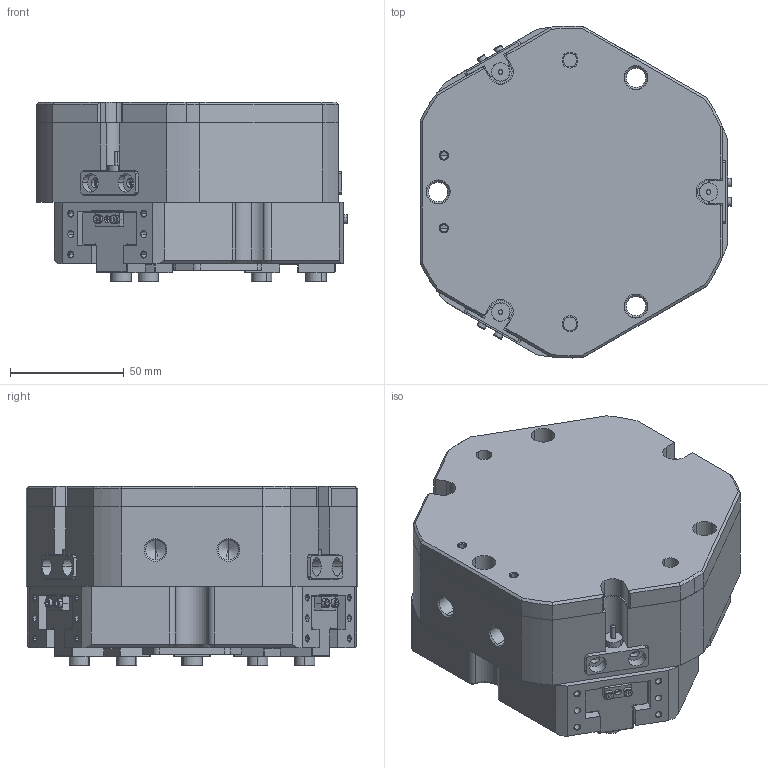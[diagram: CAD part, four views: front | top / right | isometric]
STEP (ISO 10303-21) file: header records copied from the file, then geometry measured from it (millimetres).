
FILE_DESCRIPTION (( 'STEP AP203' ), '1' );
FILE_NAME ('TZ95-146-S.STEP', '2024-12-03T11:14:24', ( 'USER-' ), ( 'Microsoft' ), 'SwSTEP 2.0', 'SolidWorks 2018', '' );
FILE_SCHEMA (( 'CONFIG_CONTROL_DESIGN' ));
Length unit declared in the file: millimetre
Products named in the file (21): TZ95-146杅耀.sldasm-Part-2; TZ95-146杅耀.sldasm-Part-11; TZ95-146杅耀.sldasm-Part-15; TZ95-146杅耀.sldasm-Part-16; TZ95-146杅耀.sldasm-Part-3; TZ95-146杅耀.sldasm-Part-12; TZ95-146杅耀.sldasm-Part-25; TZ95-146杅耀.sldasm-Part-1; TZ95-146杅耀.sldasm-Part-20; TZ95-146杅耀.sldasm-Part-10; 埴翐芛_GB_FASTENER_SCREWS_HSHCS M2X8-N; TZ95-146杅耀.sldasm-Part-9; TZ95-146杅耀.sldasm-Part-19; 揤輸杅耀.sldasm-Part-9; 25x12-R3; TZ95-146-S; 揤輸蚾饜极; TZ95-146杅耀.sldasm-Part-13; TZ95-146杅耀.sldasm-Part-24; TZ95-146杅耀.sldasm-Part-26; TZ95-146杅耀.sldasm-Part-23
Assembly tree (27 placements, depth 3):
  TZ95-146-S
    TZ95-146杅耀.sldasm-Part-1
    TZ95-146杅耀.sldasm-Part-2  x2
    TZ95-146杅耀.sldasm-Part-3
    TZ95-146杅耀.sldasm-Part-9
    TZ95-146杅耀.sldasm-Part-10
    TZ95-146杅耀.sldasm-Part-11
    TZ95-146杅耀.sldasm-Part-12
    TZ95-146杅耀.sldasm-Part-13  x2
    TZ95-146杅耀.sldasm-Part-15
    TZ95-146杅耀.sldasm-Part-16
    TZ95-146杅耀.sldasm-Part-19
    TZ95-146杅耀.sldasm-Part-20
    TZ95-146杅耀.sldasm-Part-23
    TZ95-146杅耀.sldasm-Part-24
    TZ95-146杅耀.sldasm-Part-25
    TZ95-146杅耀.sldasm-Part-26  x3
    25x12-R3
    揤輸蚾饜极  x3
      揤輸杅耀.sldasm-Part-9
      埴翐芛_GB_FASTENER_SCREWS_HSHCS M2X8-N
Bounding box: 137.25 x 145.99 x 79 mm (x, y, z)
Volume: 1057506.7 mm3; surface area: 181896.9 mm2
Topology: 30 solids, 76 shells, 1915 faces, 4773 edges, 3022 vertices
Faces by surface type: plane 955, cylinder 475, cone 318, bspline 155, torus 12
Entity records: 53393 total; most frequent: CARTESIAN_POINT 14361, ORIENTED_EDGE 7588, DIRECTION 7416, EDGE_CURVE 3794, AXIS2_PLACEMENT_3D 2526, VERTEX_POINT 2467, VECTOR 2364, LINE 2364
